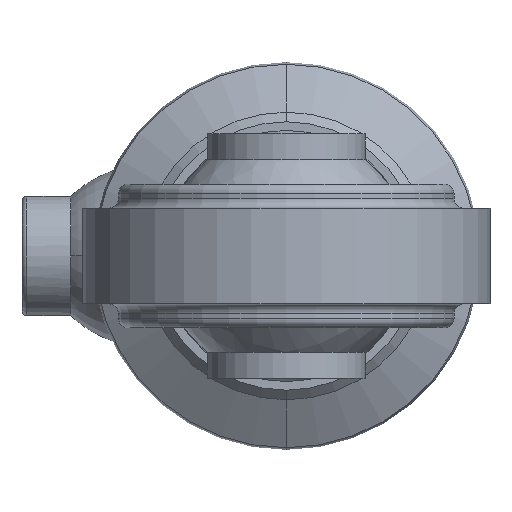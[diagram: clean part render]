
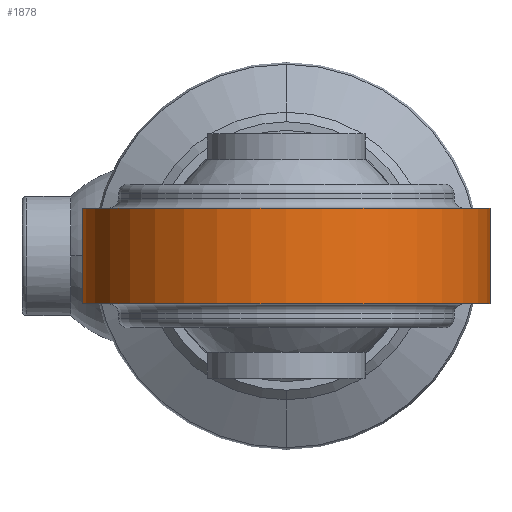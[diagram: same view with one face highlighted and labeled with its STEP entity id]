
A CAD part, left-side view. The second image highlights one B-rep face of the part: STEP entity #1878.
In plain terms, the highlighted cylindrical face has radius 42.5 mm (diameter 85 mm), a partial arc.
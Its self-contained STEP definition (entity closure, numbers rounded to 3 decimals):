
#493 = DIRECTION ( 'NONE',  ( 0., 0., 1. ) ) ;
#496 = LINE ( 'NONE', #2253, #1481 ) ;
#539 = DIRECTION ( 'NONE',  ( 0., -1., 0. ) ) ;
#635 = ORIENTED_EDGE ( 'NONE', *, *, #4595, .F. ) ;
#708 = DIRECTION ( 'NONE',  ( 0., 0., 1. ) ) ;
#728 = EDGE_CURVE ( 'NONE', #5031, #4046, #1817, .T. ) ;
#859 = DIRECTION ( 'NONE',  ( 0., 0., 1. ) ) ;
#962 = DIRECTION ( 'NONE',  ( 0., 0., -1. ) ) ;
#1083 = ORIENTED_EDGE ( 'NONE', *, *, #728, .T. ) ;
#1147 = VERTEX_POINT ( 'NONE', #4465 ) ;
#1481 = VECTOR ( 'NONE', #493, 1000. ) ;
#1560 = AXIS2_PLACEMENT_3D ( 'NONE', #3190, #962, #539 ) ;
#1817 = LINE ( 'NONE', #3735, #4450 ) ;
#1878 = ADVANCED_FACE ( 'NONE', ( #2567 ), #4486, .T. ) ;
#2084 = ORIENTED_EDGE ( 'NONE', *, *, #4091, .F. ) ;
#2160 = VERTEX_POINT ( 'NONE', #5063 ) ;
#2253 = CARTESIAN_POINT ( 'NONE',  ( -98., 42.5, -15. ) ) ;
#2567 = FACE_OUTER_BOUND ( 'NONE', #3537, .T. ) ;
#2652 = CIRCLE ( 'NONE', #1560, 42.5 ) ;
#2713 = DIRECTION ( 'NONE',  ( 0., 1., 0. ) ) ;
#3003 = DIRECTION ( 'NONE',  ( 0., 0., 1. ) ) ;
#3103 = CARTESIAN_POINT ( 'NONE',  ( -98., 0., 10. ) ) ;
#3190 = CARTESIAN_POINT ( 'NONE',  ( -98., 0., -10. ) ) ;
#3229 = AXIS2_PLACEMENT_3D ( 'NONE', #3103, #3003, #3889 ) ;
#3281 = AXIS2_PLACEMENT_3D ( 'NONE', #4213, #859, #2713 ) ;
#3475 = ORIENTED_EDGE ( 'NONE', *, *, #4444, .F. ) ;
#3537 = EDGE_LOOP ( 'NONE', ( #635, #1083, #3475, #2084 ) ) ;
#3735 = CARTESIAN_POINT ( 'NONE',  ( -98., -42.5, -15. ) ) ;
#3889 = DIRECTION ( 'NONE',  ( 0., 1., 0. ) ) ;
#4046 = VERTEX_POINT ( 'NONE', #4435 ) ;
#4091 = EDGE_CURVE ( 'NONE', #2160, #1147, #496, .T. ) ;
#4213 = CARTESIAN_POINT ( 'NONE',  ( -98., 0., -15. ) ) ;
#4435 = CARTESIAN_POINT ( 'NONE',  ( -98., -42.5, 10. ) ) ;
#4444 = EDGE_CURVE ( 'NONE', #1147, #4046, #5003, .T. ) ;
#4450 = VECTOR ( 'NONE', #708, 1000. ) ;
#4465 = CARTESIAN_POINT ( 'NONE',  ( -98., 42.5, 10. ) ) ;
#4486 = CYLINDRICAL_SURFACE ( 'NONE', #3281, 42.5 ) ;
#4595 = EDGE_CURVE ( 'NONE', #5031, #2160, #2652, .T. ) ;
#4729 = CARTESIAN_POINT ( 'NONE',  ( -98., -42.5, -10. ) ) ;
#5003 = CIRCLE ( 'NONE', #3229, 42.5 ) ;
#5031 = VERTEX_POINT ( 'NONE', #4729 ) ;
#5063 = CARTESIAN_POINT ( 'NONE',  ( -98., 42.5, -10. ) ) ;
